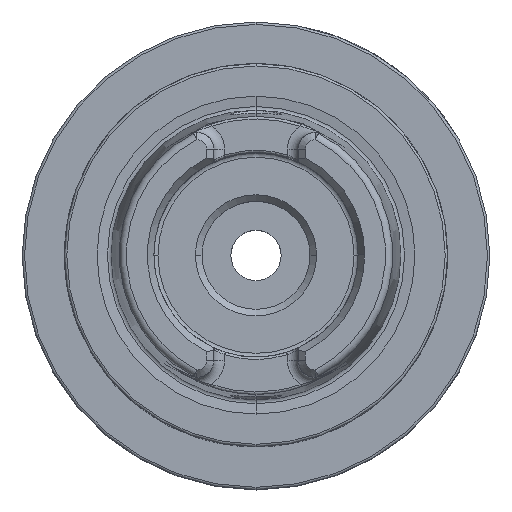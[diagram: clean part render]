
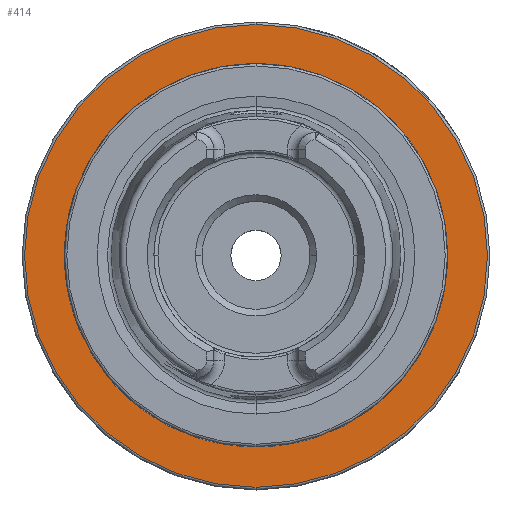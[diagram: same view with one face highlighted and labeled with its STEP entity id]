
A CAD part, top view. The second image highlights one B-rep face of the part: STEP entity #414.
In plain terms, the highlighted planar face has unit normal (0, 0, 1).
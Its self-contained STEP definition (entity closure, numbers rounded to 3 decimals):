
#414 = ADVANCED_FACE ( 'NONE', ( #2124, #2499 ), #11082, .T. ) ;
#1173 = DIRECTION ( 'NONE',  ( 0., -1., 0. ) ) ;
#1527 = CARTESIAN_POINT ( 'NONE',  ( 0., 0., -35. ) ) ;
#1628 = CARTESIAN_POINT ( 'NONE',  ( 0., -19.3, -35. ) ) ;
#1959 = AXIS2_PLACEMENT_3D ( 'NONE', #15949, #8560, #1173 ) ;
#2124 = FACE_OUTER_BOUND ( 'NONE', #8405, .T. ) ;
#2499 = FACE_BOUND ( 'NONE', #8758, .T. ) ;
#2786 = DIRECTION ( 'NONE',  ( 0., -1., 0. ) ) ;
#3094 = CIRCLE ( 'NONE', #5205, 13.2 ) ;
#3499 = ORIENTED_EDGE ( 'NONE', *, *, #9501, .T. ) ;
#3790 = CARTESIAN_POINT ( 'NONE',  ( 0., 13., -35. ) ) ;
#4010 = DIRECTION ( 'NONE',  ( 0., 0., 1. ) ) ;
#5029 = DIRECTION ( 'NONE',  ( 0., 0., -1. ) ) ;
#5174 = ORIENTED_EDGE ( 'NONE', *, *, #9925, .T. ) ;
#5205 = AXIS2_PLACEMENT_3D ( 'NONE', #12432, #5029, #13665 ) ;
#5280 = VERTEX_POINT ( 'NONE', #9082 ) ;
#5519 = ORIENTED_EDGE ( 'NONE', *, *, #6063, .T. ) ;
#5725 = AXIS2_PLACEMENT_3D ( 'NONE', #1527, #10157, #2786 ) ;
#6063 = EDGE_CURVE ( 'NONE', #7436, #15288, #8650, .T. ) ;
#7436 = VERTEX_POINT ( 'NONE', #12637 ) ;
#8405 = EDGE_LOOP ( 'NONE', ( #15105, #5519 ) ) ;
#8560 = DIRECTION ( 'NONE',  ( 0., 0., 1. ) ) ;
#8650 = CIRCLE ( 'NONE', #1959, 19.3 ) ;
#8758 = EDGE_LOOP ( 'NONE', ( #5174, #3499 ) ) ;
#9082 = CARTESIAN_POINT ( 'NONE',  ( 0., 13.2, -35. ) ) ;
#9501 = EDGE_CURVE ( 'NONE', #5280, #9903, #3094, .T. ) ;
#9761 = DIRECTION ( 'NONE',  ( 0., -1., 0. ) ) ;
#9903 = VERTEX_POINT ( 'NONE', #11321 ) ;
#9925 = EDGE_CURVE ( 'NONE', #9903, #5280, #10587, .T. ) ;
#10157 = DIRECTION ( 'NONE',  ( 0., 0., -1. ) ) ;
#10587 = CIRCLE ( 'NONE', #5725, 13.2 ) ;
#10865 = AXIS2_PLACEMENT_3D ( 'NONE', #3790, #14649, #9761 ) ;
#11082 = PLANE ( 'NONE',  #10865 ) ;
#11321 = CARTESIAN_POINT ( 'NONE',  ( 0., -13.2, -35. ) ) ;
#11364 = CARTESIAN_POINT ( 'NONE',  ( 0., 0., -35. ) ) ;
#11515 = CIRCLE ( 'NONE', #15396, 19.3 ) ;
#12432 = CARTESIAN_POINT ( 'NONE',  ( 0., 0., -35. ) ) ;
#12637 = CARTESIAN_POINT ( 'NONE',  ( 0., 19.3, -35. ) ) ;
#12649 = DIRECTION ( 'NONE',  ( 0., -1., 0. ) ) ;
#13665 = DIRECTION ( 'NONE',  ( 0., -1., 0. ) ) ;
#14649 = DIRECTION ( 'NONE',  ( 0., 0., 1. ) ) ;
#15105 = ORIENTED_EDGE ( 'NONE', *, *, #15231, .T. ) ;
#15231 = EDGE_CURVE ( 'NONE', #15288, #7436, #11515, .T. ) ;
#15288 = VERTEX_POINT ( 'NONE', #1628 ) ;
#15396 = AXIS2_PLACEMENT_3D ( 'NONE', #11364, #4010, #12649 ) ;
#15949 = CARTESIAN_POINT ( 'NONE',  ( 0., 0., -35. ) ) ;
